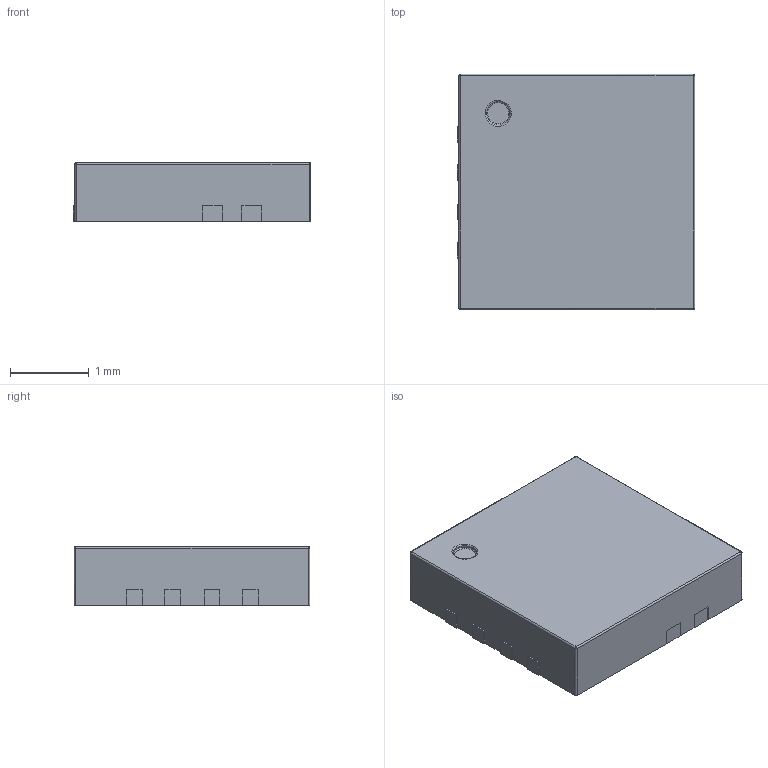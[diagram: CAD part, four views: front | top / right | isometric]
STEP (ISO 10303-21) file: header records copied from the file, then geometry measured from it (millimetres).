
FILE_DESCRIPTION (( 'STEP AP214' ), '1' );
FILE_NAME ('User Library-ACS711.STEP', '2020-05-03T16:45:02', ( '' ), ( '' ), 'SwSTEP 2.0', 'SolidWorks 2019', '' );
FILE_SCHEMA (( 'AUTOMOTIVE_DESIGN' ));
Length unit declared in the file: millimetre
Products named in the file (11): Part_5537; Part_5454; User Library-ACS711; Part_5419; Part_7341; Part_5488; Part_7342; Part_5605; Part_5571; Part_5386; Part_15699
Assembly tree (10 placements, depth 2):
  User Library-ACS711
    Part_7342
    Part_7341
    Part_5386
    Part_5419
    Part_5454
    Part_5488
    Part_5537
    Part_5571
    Part_5605
    Part_15699
Bounding box: 3.02 x 3 x 0.75 mm (x, y, z)
Volume: 6.7 mm3; surface area: 38.1 mm2
Topology: 10 solids, 10 shells, 591 faces, 1702 edges, 1128 vertices
Faces by surface type: plane 553, cylinder 30, bspline 8
Entity records: 26063 total; most frequent: CARTESIAN_POINT 3586, ORIENTED_EDGE 3396, DIRECTION 2954, EDGE_CURVE 1698, VECTOR 1626, LINE 1626, VERTEX_POINT 1128, AXIS2_PLACEMENT_3D 664
